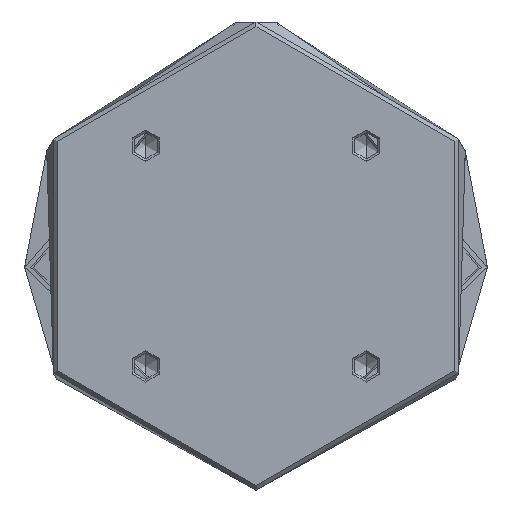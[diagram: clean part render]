
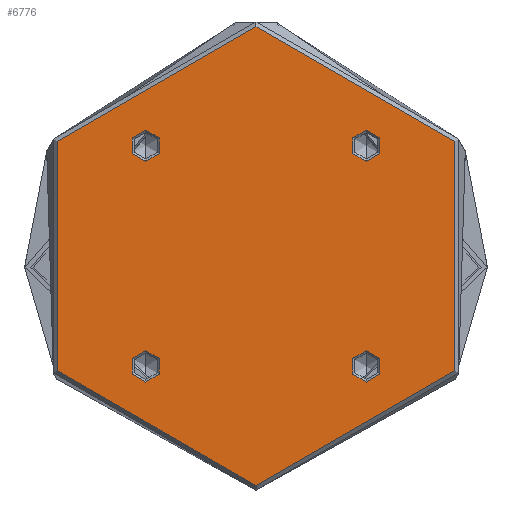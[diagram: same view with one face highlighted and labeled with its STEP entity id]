
A CAD part, front view. The second image highlights one B-rep face of the part: STEP entity #6776.
In plain terms, the highlighted face is planar.
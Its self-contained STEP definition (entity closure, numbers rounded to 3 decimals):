
#90 = DIRECTION ( 'NONE',  ( 0., 0., 1. ) ) ;
#103 = EDGE_CURVE ( 'NONE', #3471, #3663, #4615, .T. ) ;
#138 = CIRCLE ( 'NONE', #2708, 5.025 ) ;
#157 = AXIS2_PLACEMENT_3D ( 'NONE', #5884, #2683, #6400 ) ;
#164 = CARTESIAN_POINT ( 'NONE',  ( -35.355, -35.355, 0. ) ) ;
#177 = DIRECTION ( 'NONE',  ( 0., 0., 1. ) ) ;
#206 = EDGE_LOOP ( 'NONE', ( #4515, #3490 ) ) ;
#262 = AXIS2_PLACEMENT_3D ( 'NONE', #3455, #177, #4010 ) ;
#496 = VERTEX_POINT ( 'NONE', #934 ) ;
#528 = AXIS2_PLACEMENT_3D ( 'NONE', #3359, #90, #3906 ) ;
#559 = CARTESIAN_POINT ( 'NONE',  ( -30.33, 35.355, 0. ) ) ;
#692 = EDGE_CURVE ( 'NONE', #3893, #6979, #4785, .T. ) ;
#717 = DIRECTION ( 'NONE',  ( 1., 0., 0. ) ) ;
#934 = CARTESIAN_POINT ( 'NONE',  ( 30.33, -35.355, 0. ) ) ;
#945 = CARTESIAN_POINT ( 'NONE',  ( -40.38, -35.355, 0. ) ) ;
#1044 = EDGE_CURVE ( 'NONE', #6979, #3893, #4864, .T. ) ;
#1047 = ORIENTED_EDGE ( 'NONE', *, *, #1180, .F. ) ;
#1088 = ORIENTED_EDGE ( 'NONE', *, *, #3176, .F. ) ;
#1167 = EDGE_LOOP ( 'NONE', ( #1047, #1088 ) ) ;
#1180 = EDGE_CURVE ( 'NONE', #2271, #5427, #2766, .T. ) ;
#1312 = CARTESIAN_POINT ( 'NONE',  ( -35.355, -35.355, 0. ) ) ;
#1625 = CIRCLE ( 'NONE', #2544, 5.025 ) ;
#1656 = ORIENTED_EDGE ( 'NONE', *, *, #6882, .F. ) ;
#1722 = EDGE_LOOP ( 'NONE', ( #4311, #4176 ) ) ;
#1855 = DIRECTION ( 'NONE',  ( 1., 0., 0. ) ) ;
#1926 = PLANE ( 'NONE',  #3245 ) ;
#2271 = VERTEX_POINT ( 'NONE', #4143 ) ;
#2487 = AXIS2_PLACEMENT_3D ( 'NONE', #4810, #4770, #4719 ) ;
#2544 = AXIS2_PLACEMENT_3D ( 'NONE', #2976, #6706, #3510 ) ;
#2559 = CARTESIAN_POINT ( 'NONE',  ( 30.33, 35.355, 0. ) ) ;
#2595 = EDGE_LOOP ( 'NONE', ( #2833, #1656 ) ) ;
#2683 = DIRECTION ( 'NONE',  ( 0., 0., 1. ) ) ;
#2708 = AXIS2_PLACEMENT_3D ( 'NONE', #1312, #5086, #1855 ) ;
#2728 = CIRCLE ( 'NONE', #157, 5.025 ) ;
#2766 = CIRCLE ( 'NONE', #5542, 5.025 ) ;
#2833 = ORIENTED_EDGE ( 'NONE', *, *, #103, .F. ) ;
#2976 = CARTESIAN_POINT ( 'NONE',  ( 35.355, 35.355, 0. ) ) ;
#3013 = DIRECTION ( 'NONE',  ( 0., 0., -1. ) ) ;
#3176 = EDGE_CURVE ( 'NONE', #5427, #2271, #1625, .T. ) ;
#3245 = AXIS2_PLACEMENT_3D ( 'NONE', #6206, #3013, #6736 ) ;
#3264 = ORIENTED_EDGE ( 'NONE', *, *, #6859, .F. ) ;
#3359 = CARTESIAN_POINT ( 'NONE',  ( -35.355, 35.355, 0. ) ) ;
#3440 = CARTESIAN_POINT ( 'NONE',  ( 0., 0., 0. ) ) ;
#3455 = CARTESIAN_POINT ( 'NONE',  ( 35.355, -35.355, 0. ) ) ;
#3471 = VERTEX_POINT ( 'NONE', #559 ) ;
#3490 = ORIENTED_EDGE ( 'NONE', *, *, #5622, .F. ) ;
#3505 = CARTESIAN_POINT ( 'NONE',  ( -40.38, 35.355, 0. ) ) ;
#3510 = DIRECTION ( 'NONE',  ( 1., 0., 0. ) ) ;
#3554 = FACE_OUTER_BOUND ( 'NONE', #1722, .T. ) ;
#3643 = CARTESIAN_POINT ( 'NONE',  ( 40.38, -35.355, 0. ) ) ;
#3663 = VERTEX_POINT ( 'NONE', #3505 ) ;
#3682 = ORIENTED_EDGE ( 'NONE', *, *, #3748, .F. ) ;
#3731 = DIRECTION ( 'NONE',  ( 0., 0., 1. ) ) ;
#3734 = CARTESIAN_POINT ( 'NONE',  ( -30.33, -35.355, 0. ) ) ;
#3748 = EDGE_CURVE ( 'NONE', #496, #6457, #6179, .T. ) ;
#3826 = DIRECTION ( 'NONE',  ( 1., 0., 0. ) ) ;
#3893 = VERTEX_POINT ( 'NONE', #4694 ) ;
#3896 = FACE_BOUND ( 'NONE', #5254, .T. ) ;
#3906 = DIRECTION ( 'NONE',  ( 1., 0., 0. ) ) ;
#3968 = VERTEX_POINT ( 'NONE', #3734 ) ;
#3981 = CIRCLE ( 'NONE', #528, 5.025 ) ;
#3992 = DIRECTION ( 'NONE',  ( 0., 0., 1. ) ) ;
#4010 = DIRECTION ( 'NONE',  ( 1., 0., 0. ) ) ;
#4143 = CARTESIAN_POINT ( 'NONE',  ( 40.38, 35.355, 0. ) ) ;
#4176 = ORIENTED_EDGE ( 'NONE', *, *, #692, .T. ) ;
#4231 = AXIS2_PLACEMENT_3D ( 'NONE', #3440, #3731, #3826 ) ;
#4311 = ORIENTED_EDGE ( 'NONE', *, *, #1044, .T. ) ;
#4515 = ORIENTED_EDGE ( 'NONE', *, *, #6623, .F. ) ;
#4615 = CIRCLE ( 'NONE', #2487, 5.025 ) ;
#4655 = CARTESIAN_POINT ( 'NONE',  ( 35.355, 35.355, 0. ) ) ;
#4694 = CARTESIAN_POINT ( 'NONE',  ( 73.5, 0., 0. ) ) ;
#4719 = DIRECTION ( 'NONE',  ( 1., 0., 0. ) ) ;
#4770 = DIRECTION ( 'NONE',  ( 0., 0., 1. ) ) ;
#4785 = CIRCLE ( 'NONE', #5808, 73.5 ) ;
#4810 = CARTESIAN_POINT ( 'NONE',  ( -35.355, 35.355, 0. ) ) ;
#4864 = CIRCLE ( 'NONE', #4231, 73.5 ) ;
#4996 = FACE_BOUND ( 'NONE', #2595, .T. ) ;
#5026 = VERTEX_POINT ( 'NONE', #945 ) ;
#5086 = DIRECTION ( 'NONE',  ( 0., 0., 1. ) ) ;
#5190 = DIRECTION ( 'NONE',  ( 0., 0., 1. ) ) ;
#5208 = DIRECTION ( 'NONE',  ( 1., 0., 0. ) ) ;
#5254 = EDGE_LOOP ( 'NONE', ( #3264, #3682 ) ) ;
#5327 = FACE_BOUND ( 'NONE', #206, .T. ) ;
#5427 = VERTEX_POINT ( 'NONE', #2559 ) ;
#5495 = CIRCLE ( 'NONE', #5892, 5.025 ) ;
#5542 = AXIS2_PLACEMENT_3D ( 'NONE', #4655, #5190, #5208 ) ;
#5620 = DIRECTION ( 'NONE',  ( 1., 0., 0. ) ) ;
#5622 = EDGE_CURVE ( 'NONE', #5026, #3968, #138, .T. ) ;
#5792 = CARTESIAN_POINT ( 'NONE',  ( 0., 0., 0. ) ) ;
#5808 = AXIS2_PLACEMENT_3D ( 'NONE', #5792, #6057, #5620 ) ;
#5884 = CARTESIAN_POINT ( 'NONE',  ( 35.355, -35.355, 0. ) ) ;
#5892 = AXIS2_PLACEMENT_3D ( 'NONE', #164, #3992, #717 ) ;
#6057 = DIRECTION ( 'NONE',  ( 0., 0., 1. ) ) ;
#6109 = CARTESIAN_POINT ( 'NONE',  ( -73.5, 0., 0. ) ) ;
#6179 = CIRCLE ( 'NONE', #262, 5.025 ) ;
#6206 = CARTESIAN_POINT ( 'NONE',  ( 0., 0., 0. ) ) ;
#6396 = FACE_BOUND ( 'NONE', #1167, .T. ) ;
#6400 = DIRECTION ( 'NONE',  ( 1., 0., 0. ) ) ;
#6457 = VERTEX_POINT ( 'NONE', #3643 ) ;
#6623 = EDGE_CURVE ( 'NONE', #3968, #5026, #5495, .T. ) ;
#6706 = DIRECTION ( 'NONE',  ( 0., 0., 1. ) ) ;
#6736 = DIRECTION ( 'NONE',  ( -1., 0., 0. ) ) ;
#6776 = ADVANCED_FACE ( 'NONE', ( #4996, #5327, #3896, #6396, #3554 ), #1926, .F. ) ;
#6859 = EDGE_CURVE ( 'NONE', #6457, #496, #2728, .T. ) ;
#6882 = EDGE_CURVE ( 'NONE', #3663, #3471, #3981, .T. ) ;
#6979 = VERTEX_POINT ( 'NONE', #6109 ) ;
